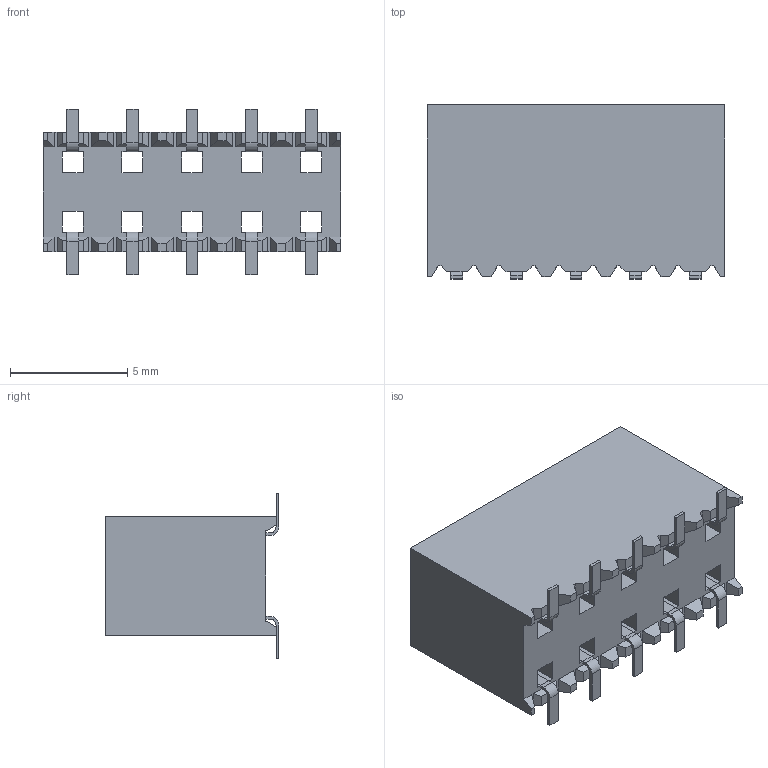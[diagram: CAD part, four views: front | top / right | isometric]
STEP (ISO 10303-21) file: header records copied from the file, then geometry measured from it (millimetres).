
FILE_DESCRIPTION (( 'STEP AP214' ), '1' );
FILE_NAME ('SSM-105-X-DV.STEP', '2021-03-09T16:15:59', ( '' ), ( '' ), 'SwSTEP 2.0', 'SolidWorks 2018', '' );
FILE_SCHEMA (( 'AUTOMOTIVE_DESIGN' ));
Length unit declared in the file: millimetre
Products named in the file (3): SSM-105-X-DV; SSM_105_X_DV_3; SSM_105_X_DV_5
Assembly tree (2 placements, depth 2):
  SSM-105-X-DV
    SSM_105_X_DV_3
    SSM_105_X_DV_5
Bounding box: 12.7 x 7.42 x 7.04 mm (x, y, z)
Volume: 389.8 mm3; surface area: 716.9 mm2
Topology: 2 solids, 2 shells, 245 faces, 720 edges, 480 vertices
Faces by surface type: plane 225, cylinder 20
Entity records: 8176 total; most frequent: CARTESIAN_POINT 1450, ORIENTED_EDGE 1440, DIRECTION 1260, EDGE_CURVE 720, VECTOR 680, LINE 680, VERTEX_POINT 480, AXIS2_PLACEMENT_3D 290
